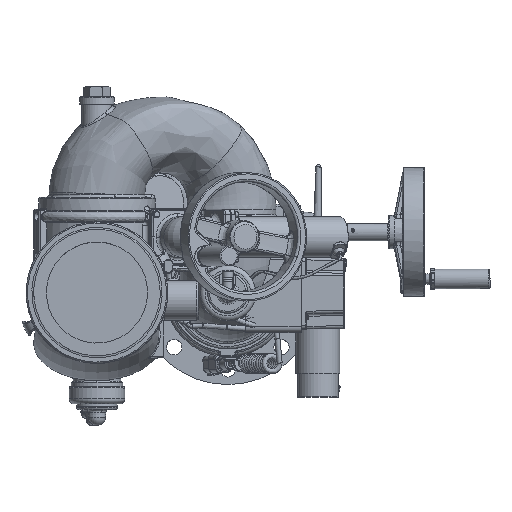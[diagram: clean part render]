
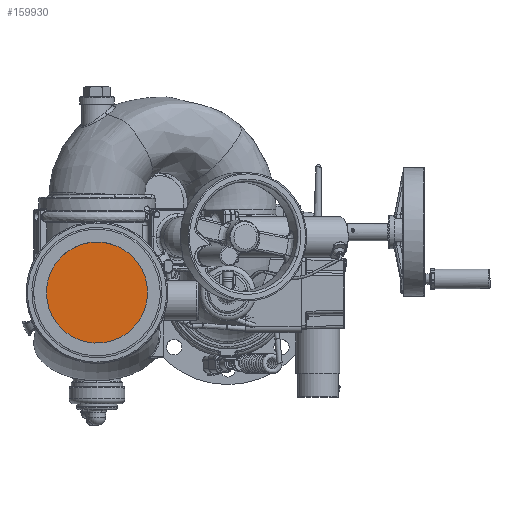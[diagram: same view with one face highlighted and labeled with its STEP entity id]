
A CAD part, top view. The second image highlights one B-rep face of the part: STEP entity #159930.
In plain terms, the highlighted planar face has unit normal (0, 0, 1).
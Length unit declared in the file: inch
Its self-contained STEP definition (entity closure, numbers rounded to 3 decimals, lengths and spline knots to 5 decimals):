
#5198 = CARTESIAN_POINT ( 'NONE',  ( -6.46716, 0.004, 25.6564 ) ) ;
#7866 = CIRCLE ( 'NONE', #139898, 2.5 ) ;
#12940 = ORIENTED_EDGE ( 'NONE', *, *, #74435, .F. ) ;
#18240 = DIRECTION ( 'NONE',  ( -0.45, 0.893, 0. ) ) ;
#43080 = CARTESIAN_POINT ( 'NONE',  ( -6.46716, 0.004, 25.6564 ) ) ;
#56135 = DIRECTION ( 'NONE',  ( 0., 1., 0. ) ) ;
#74435 = EDGE_CURVE ( 'NONE', #114754, #114754, #7866, .T. ) ;
#94329 = PLANE ( 'NONE',  #113507 ) ;
#96338 = DIRECTION ( 'NONE',  ( 0., 0., -1. ) ) ;
#107240 = EDGE_LOOP ( 'NONE', ( #12940 ) ) ;
#113507 = AXIS2_PLACEMENT_3D ( 'NONE', #43080, #134048, #56135 ) ;
#114754 = VERTEX_POINT ( 'NONE', #133516 ) ;
#133516 = CARTESIAN_POINT ( 'NONE',  ( -7.59335, 2.23597, 25.6564 ) ) ;
#134048 = DIRECTION ( 'NONE',  ( 0., 0., -1. ) ) ;
#139898 = AXIS2_PLACEMENT_3D ( 'NONE', #5198, #96338, #18240 ) ;
#159930 = ADVANCED_FACE ( 'NONE', ( #167495 ), #94329, .F. ) ;
#167495 = FACE_OUTER_BOUND ( 'NONE', #107240, .T. ) ;
